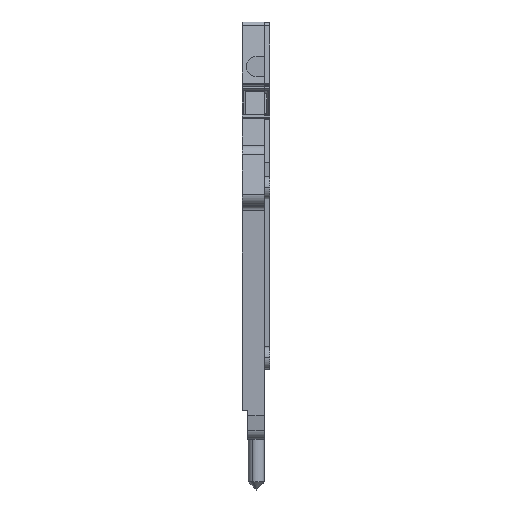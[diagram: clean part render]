
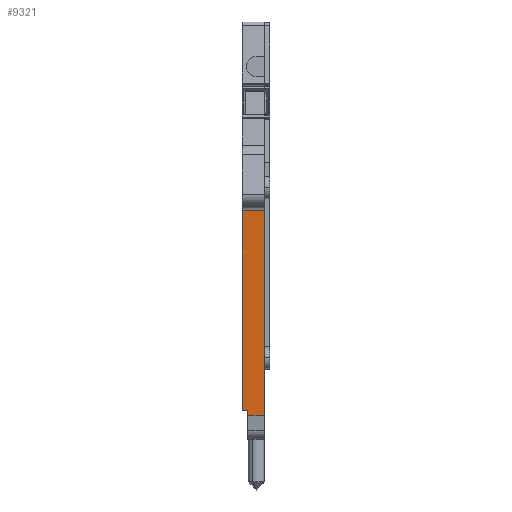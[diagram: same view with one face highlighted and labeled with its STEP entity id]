
A CAD part, front view. The second image highlights one B-rep face of the part: STEP entity #9321.
In plain terms, the highlighted planar face has unit normal (0, -0.998, -0.058).
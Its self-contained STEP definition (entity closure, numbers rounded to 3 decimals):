
#9306=AXIS2_PLACEMENT_3D('Plane Axis2P3D',#9303,#9304,#9305) ;
#5153=CARTESIAN_POINT('Vertex',(4.,2.773,50.066)) ;
#5156=CARTESIAN_POINT('Line Origine',(4.,3.834,31.68)) ;
#5160=CARTESIAN_POINT('Vertex',(4.,4.895,13.294)) ;
#6400=CARTESIAN_POINT('Vertex',(1.,4.838,14.28)) ;
#6403=CARTESIAN_POINT('Line Origine',(0.5,4.838,14.28)) ;
#6407=CARTESIAN_POINT('Vertex',(0.,4.838,14.28)) ;
#6995=CARTESIAN_POINT('Line Origine',(0.,3.806,32.173)) ;
#6999=CARTESIAN_POINT('Vertex',(0.,2.773,50.066)) ;
#8602=CARTESIAN_POINT('Vertex',(1.,4.895,13.294)) ;
#8605=CARTESIAN_POINT('Line Origine',(1.,4.866,13.787)) ;
#9291=CARTESIAN_POINT('Line Origine',(2.55,2.773,50.066)) ;
#9303=CARTESIAN_POINT('Axis2P3D Location',(0.,2.773,50.066)) ;
#9308=CARTESIAN_POINT('Line Origine',(2.5,4.895,13.294)) ;
#5157=DIRECTION('Vector Direction',(0.,0.058,-0.998)) ;
#6404=DIRECTION('Vector Direction',(1.,0.,0.)) ;
#6996=DIRECTION('Vector Direction',(0.,0.058,-0.998)) ;
#8606=DIRECTION('Vector Direction',(0.,-0.058,0.998)) ;
#9292=DIRECTION('Vector Direction',(1.,0.,0.)) ;
#9304=DIRECTION('Axis2P3D Direction',(0.,-0.998,-0.058)) ;
#9305=DIRECTION('Axis2P3D XDirection',(0.,0.058,-0.998)) ;
#9309=DIRECTION('Vector Direction',(1.,0.,0.)) ;
#5158=VECTOR('Line Direction',#5157,1.) ;
#6405=VECTOR('Line Direction',#6404,1.) ;
#6997=VECTOR('Line Direction',#6996,1.) ;
#8607=VECTOR('Line Direction',#8606,1.) ;
#9293=VECTOR('Line Direction',#9292,1.) ;
#9310=VECTOR('Line Direction',#9309,1.) ;
#9314=ORIENTED_EDGE('',*,*,#9312,.T.) ;
#9315=ORIENTED_EDGE('',*,*,#5162,.F.) ;
#9316=ORIENTED_EDGE('',*,*,#9295,.F.) ;
#9317=ORIENTED_EDGE('',*,*,#7001,.F.) ;
#9318=ORIENTED_EDGE('',*,*,#6409,.T.) ;
#9319=ORIENTED_EDGE('',*,*,#8609,.F.) ;
#9321=ADVANCED_FACE('21830_ARGH_TA.1\\Koerper.2',(#9320),#9307,.T.) ;
#5162=EDGE_CURVE('',#5154,#5161,#5159,.T.) ;
#6409=EDGE_CURVE('',#6408,#6401,#6406,.T.) ;
#7001=EDGE_CURVE('',#6408,#7000,#6998,.F.) ;
#8609=EDGE_CURVE('',#8603,#6401,#8608,.T.) ;
#9295=EDGE_CURVE('',#7000,#5154,#9294,.T.) ;
#9312=EDGE_CURVE('',#8603,#5161,#9311,.T.) ;
#9313=EDGE_LOOP('',(#9314,#9315,#9316,#9317,#9318,#9319)) ;
#9320=FACE_OUTER_BOUND('',#9313,.T.) ;
#5159=LINE('Line',#5156,#5158) ;
#6406=LINE('Line',#6403,#6405) ;
#6998=LINE('Line',#6995,#6997) ;
#8608=LINE('Line',#8605,#8607) ;
#9294=LINE('Line',#9291,#9293) ;
#9311=LINE('Line',#9308,#9310) ;
#9307=PLANE('',#9306) ;
#5154=VERTEX_POINT('',#5153) ;
#5161=VERTEX_POINT('',#5160) ;
#6401=VERTEX_POINT('',#6400) ;
#6408=VERTEX_POINT('',#6407) ;
#7000=VERTEX_POINT('',#6999) ;
#8603=VERTEX_POINT('',#8602) ;
